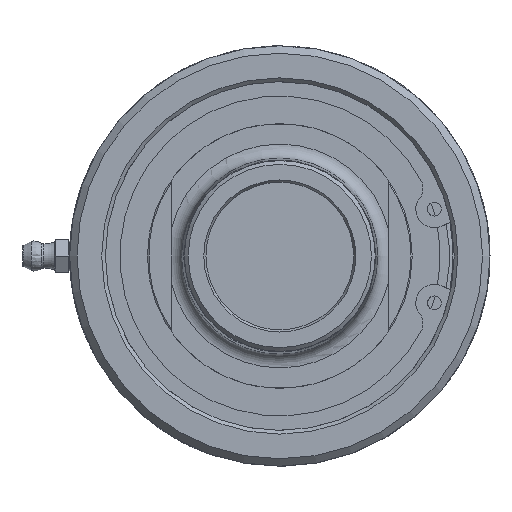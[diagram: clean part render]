
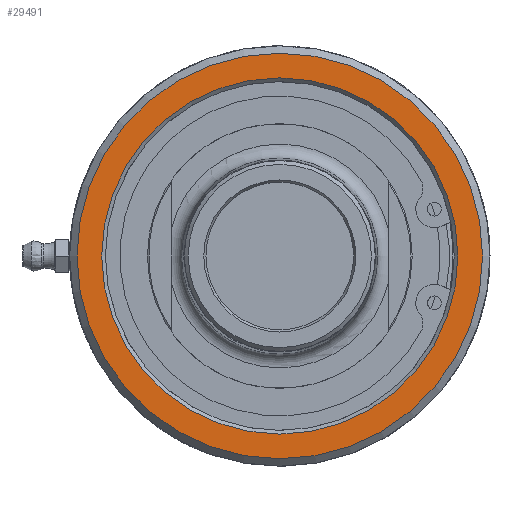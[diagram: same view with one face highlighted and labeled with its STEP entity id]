
A CAD part, left-side view. The second image highlights one B-rep face of the part: STEP entity #29491.
In plain terms, the highlighted planar face has unit normal (-1, 0, 0).
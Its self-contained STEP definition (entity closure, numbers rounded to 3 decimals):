
#248=FACE_BOUND('',#8647,.T.);
#843=PLANE('',#31214);
#6844=FACE_OUTER_BOUND('',#8646,.T.);
#8646=EDGE_LOOP('',(#26811));
#8647=EDGE_LOOP('',(#26812));
#9600=CIRCLE('',#31213,38.34);
#9601=CIRCLE('',#31215,43.65);
#14071=VERTEX_POINT('',#67039);
#14072=VERTEX_POINT('',#67043);
#18356=EDGE_CURVE('',#14071,#14071,#9600,.T.);
#18357=EDGE_CURVE('',#14072,#14072,#9601,.T.);
#26811=ORIENTED_EDGE('',*,*,#18357,.F.);
#26812=ORIENTED_EDGE('',*,*,#18356,.F.);
#29491=ADVANCED_FACE('',(#6844,#248),#843,.F.);
#31213=AXIS2_PLACEMENT_3D('',#67041,#36336,#36337);
#31214=AXIS2_PLACEMENT_3D('',#67042,#36338,#36339);
#31215=AXIS2_PLACEMENT_3D('',#67044,#36340,#36341);
#36336=DIRECTION('center_axis',(-1.,0.,0.));
#36337=DIRECTION('ref_axis',(0.,-1.,0.));
#36338=DIRECTION('center_axis',(1.,0.,0.));
#36339=DIRECTION('ref_axis',(0.,0.,-1.));
#36340=DIRECTION('center_axis',(1.,0.,0.));
#36341=DIRECTION('ref_axis',(0.,1.,0.));
#67039=CARTESIAN_POINT('',(-6.8,38.34,0.));
#67041=CARTESIAN_POINT('Origin',(-6.8,0.,0.));
#67042=CARTESIAN_POINT('Origin',(-6.8,47.988,0.));
#67043=CARTESIAN_POINT('',(-6.8,-43.65,0.));
#67044=CARTESIAN_POINT('Origin',(-6.8,0.,0.));
